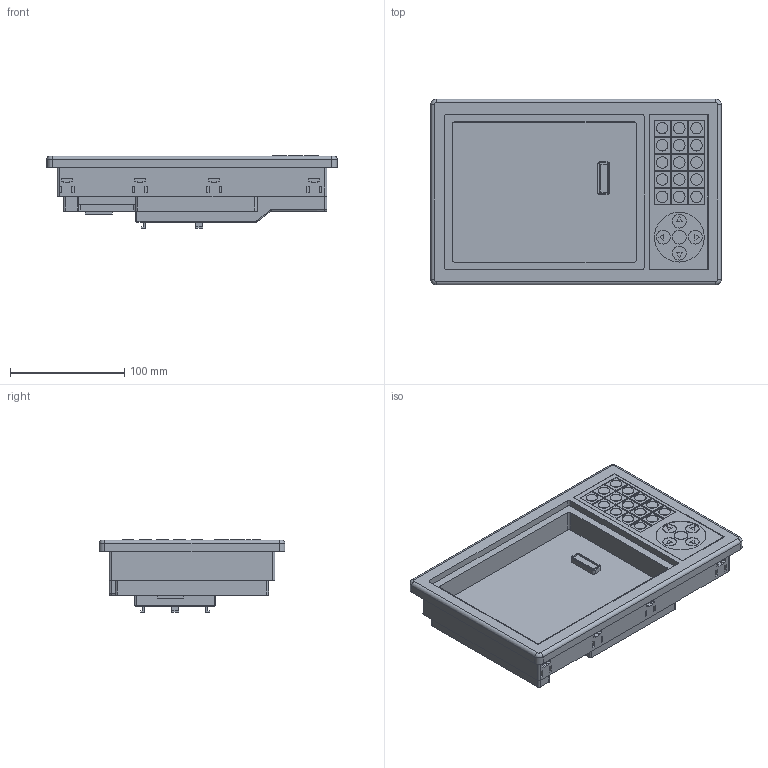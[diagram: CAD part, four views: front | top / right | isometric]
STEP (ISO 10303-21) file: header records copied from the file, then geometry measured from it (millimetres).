
FILE_DESCRIPTION (( 'STEP AP203' ), '1' );
FILE_NAME ('EA-MG6-BZ2.STEP', '2010-10-27T18:05:35', ( '.ADC' ), ( 'ADC' ), 'SwSTEP 2.0', 'SolidWorks 2009', '' );
FILE_SCHEMA (( 'CONFIG_CONTROL_DESIGN' ));
Length unit declared in the file: millimetre
Products named in the file (1): EA-MG6-BZ2
Bounding box: 254 x 162.4 x 63.53 mm (x, y, z)
Volume: 1129169.9 mm3; surface area: 165648.2 mm2
Topology: 33 solids, 33 shells, 609 faces, 1415 edges, 932 vertices
Faces by surface type: plane 484, cylinder 110, torus 9, cone 2, sphere 2, bspline 2
Entity records: 17172 total; most frequent: CARTESIAN_POINT 3055, DIRECTION 2837, ORIENTED_EDGE 2824, EDGE_CURVE 1412, LINE 1177, VECTOR 1177, VERTEX_POINT 932, AXIS2_PLACEMENT_3D 830
